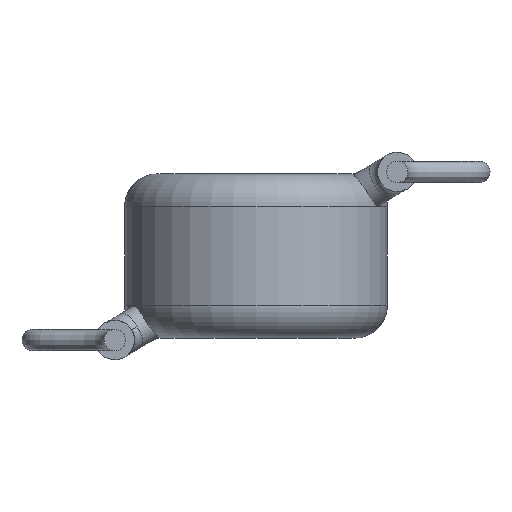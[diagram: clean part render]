
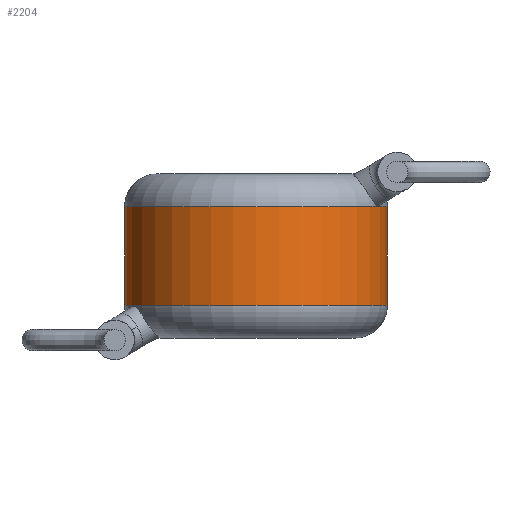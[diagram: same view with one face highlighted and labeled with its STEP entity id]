
A CAD part, front view. The second image highlights one B-rep face of the part: STEP entity #2204.
In plain terms, the highlighted cylindrical face has radius 4 mm (diameter 8 mm), a partial arc.
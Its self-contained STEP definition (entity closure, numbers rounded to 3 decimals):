
#61 = CARTESIAN_POINT ( 'NONE',  ( -4., 0., 5. ) ) ;
#220 = ORIENTED_EDGE ( 'NONE', *, *, #304, .T. ) ;
#226 = AXIS2_PLACEMENT_3D ( 'NONE', #816, #3251, #2975 ) ;
#277 = CARTESIAN_POINT ( 'NONE',  ( 4., 0., 5. ) ) ;
#304 = EDGE_CURVE ( 'NONE', #650, #593, #3348, .T. ) ;
#334 = ORIENTED_EDGE ( 'NONE', *, *, #2015, .T. ) ;
#372 = FACE_OUTER_BOUND ( 'NONE', #415, .T. ) ;
#415 = EDGE_LOOP ( 'NONE', ( #786, #334, #1507, #220 ) ) ;
#593 = VERTEX_POINT ( 'NONE', #2001 ) ;
#614 = DIRECTION ( 'NONE',  ( 0., 0., -1. ) ) ;
#650 = VERTEX_POINT ( 'NONE', #3770 ) ;
#786 = ORIENTED_EDGE ( 'NONE', *, *, #1738, .F. ) ;
#816 = CARTESIAN_POINT ( 'NONE',  ( 0., 0., 5. ) ) ;
#1084 = DIRECTION ( 'NONE',  ( 0., 0., -1. ) ) ;
#1111 = CARTESIAN_POINT ( 'NONE',  ( 4., 0., 4. ) ) ;
#1186 = LINE ( 'NONE', #277, #2517 ) ;
#1361 = DIRECTION ( 'NONE',  ( 0., 0., -1. ) ) ;
#1507 = ORIENTED_EDGE ( 'NONE', *, *, #1827, .T. ) ;
#1738 = EDGE_CURVE ( 'NONE', #4275, #593, #1186, .T. ) ;
#1827 = EDGE_CURVE ( 'NONE', #3143, #650, #2257, .T. ) ;
#1843 = CARTESIAN_POINT ( 'NONE',  ( -4., 0., 4. ) ) ;
#1946 = DIRECTION ( 'NONE',  ( 1., 0., 0. ) ) ;
#2001 = CARTESIAN_POINT ( 'NONE',  ( 4., 0., 1. ) ) ;
#2015 = EDGE_CURVE ( 'NONE', #4275, #3143, #2782, .T. ) ;
#2141 = VECTOR ( 'NONE', #1084, 1000. ) ;
#2204 = ADVANCED_FACE ( 'NONE', ( #372 ), #4371, .T. ) ;
#2257 = LINE ( 'NONE', #61, #2141 ) ;
#2517 = VECTOR ( 'NONE', #614, 1000. ) ;
#2765 = CARTESIAN_POINT ( 'NONE',  ( 0., 0., 4. ) ) ;
#2782 = CIRCLE ( 'NONE', #2888, 4. ) ;
#2888 = AXIS2_PLACEMENT_3D ( 'NONE', #2765, #1361, #3781 ) ;
#2975 = DIRECTION ( 'NONE',  ( -1., 0., 0. ) ) ;
#3143 = VERTEX_POINT ( 'NONE', #1843 ) ;
#3251 = DIRECTION ( 'NONE',  ( 0., 0., -1. ) ) ;
#3348 = CIRCLE ( 'NONE', #4086, 4. ) ;
#3598 = CARTESIAN_POINT ( 'NONE',  ( 0., 0., 1. ) ) ;
#3770 = CARTESIAN_POINT ( 'NONE',  ( -4., 0., 1. ) ) ;
#3781 = DIRECTION ( 'NONE',  ( 1., 0., 0. ) ) ;
#3952 = DIRECTION ( 'NONE',  ( 0., 0., 1. ) ) ;
#4086 = AXIS2_PLACEMENT_3D ( 'NONE', #3598, #3952, #1946 ) ;
#4275 = VERTEX_POINT ( 'NONE', #1111 ) ;
#4371 = CYLINDRICAL_SURFACE ( 'NONE', #226, 4. ) ;
